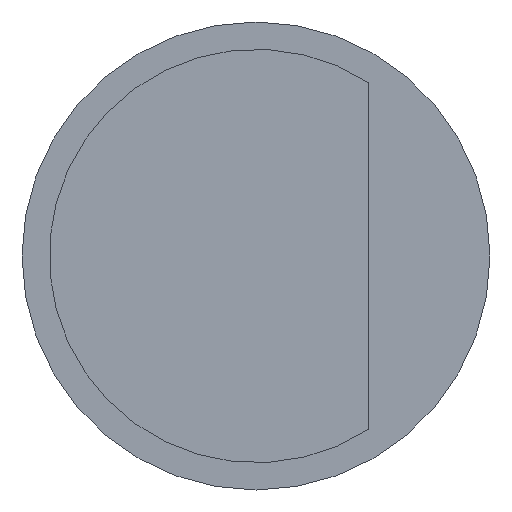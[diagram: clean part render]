
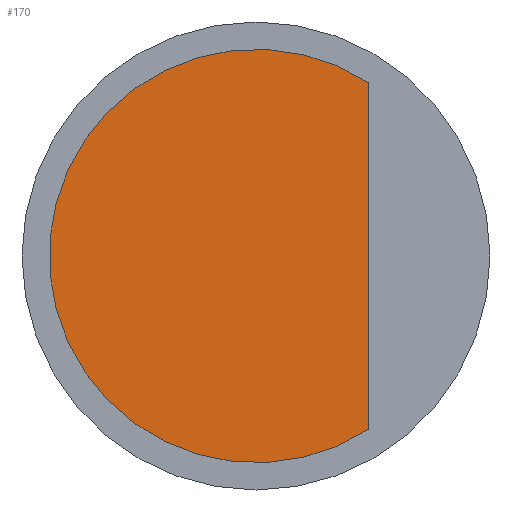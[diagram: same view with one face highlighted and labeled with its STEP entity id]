
A CAD part, front view. The second image highlights one B-rep face of the part: STEP entity #170.
In plain terms, the highlighted planar face has unit normal (0, -1, 0).
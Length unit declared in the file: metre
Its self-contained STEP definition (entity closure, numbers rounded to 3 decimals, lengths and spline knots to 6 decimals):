
#19=CIRCLE('',#199,0.002794);
#35=ORIENTED_EDGE('',*,*,#75,.F.);
#36=ORIENTED_EDGE('',*,*,#76,.F.);
#75=EDGE_CURVE('',#94,#95,#108,.T.);
#76=EDGE_CURVE('',#95,#94,#19,.T.);
#94=VERTEX_POINT('',#289);
#95=VERTEX_POINT('',#290);
#108=LINE('',#288,#120);
#120=VECTOR('',#234,1.);
#130=EDGE_LOOP('',(#35,#36));
#146=FACE_BOUND('',#130,.T.);
#161=PLANE('',#198);
#170=ADVANCED_FACE('',(#146),#161,.F.);
#198=AXIS2_PLACEMENT_3D('',#287,#232,#233);
#199=AXIS2_PLACEMENT_3D('',#291,#235,#236);
#232=DIRECTION('',(0.,1.,0.));
#233=DIRECTION('',(0.,0.,1.));
#234=DIRECTION('',(0.,0.,-1.));
#235=DIRECTION('',(0.,1.,0.));
#236=DIRECTION('',(0.,0.,1.));
#287=CARTESIAN_POINT('',(-0.001397,-0.09003,0.041275));
#288=CARTESIAN_POINT('',(0.001524,-0.09003,0.041275));
#289=CARTESIAN_POINT('',(0.001524,-0.09003,0.043617));
#290=CARTESIAN_POINT('',(0.001524,-0.09003,0.038933));
#291=CARTESIAN_POINT('',(0.,-0.09003,0.041275));
